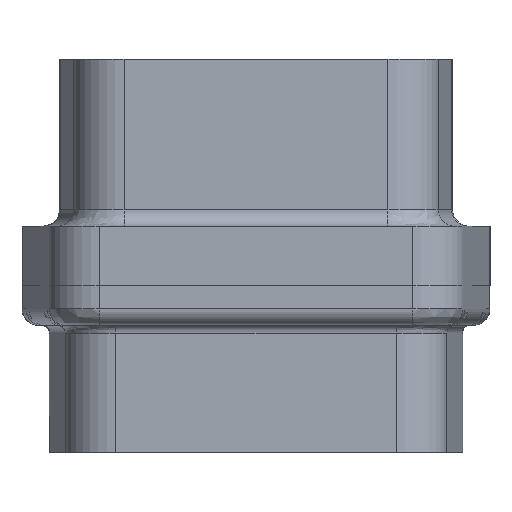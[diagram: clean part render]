
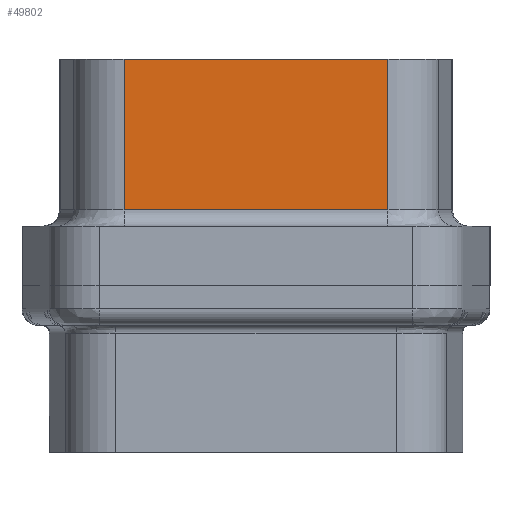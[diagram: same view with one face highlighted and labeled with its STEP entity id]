
A CAD part, front view. The second image highlights one B-rep face of the part: STEP entity #49802.
In plain terms, the highlighted planar face has unit normal (0, -1, 0).
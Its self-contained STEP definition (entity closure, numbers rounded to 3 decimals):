
#7908 = VECTOR ( 'NONE', #53482, 1000. ) ;
#9330 = VERTEX_POINT ( 'NONE', #58224 ) ;
#10821 = DIRECTION ( 'NONE',  ( 1., 0., 0. ) ) ;
#12071 = EDGE_CURVE ( 'NONE', #59082, #21474, #15160, .T. ) ;
#12825 = ORIENTED_EDGE ( 'NONE', *, *, #12071, .F. ) ;
#14607 = EDGE_CURVE ( 'NONE', #9330, #21801, #33119, .T. ) ;
#15160 = LINE ( 'NONE', #56309, #51341 ) ;
#17160 = ORIENTED_EDGE ( 'NONE', *, *, #14607, .F. ) ;
#19531 = CARTESIAN_POINT ( 'NONE',  ( 5.114, -3.429, 2.93 ) ) ;
#19823 = VECTOR ( 'NONE', #10821, 1000. ) ;
#21027 = EDGE_CURVE ( 'NONE', #9330, #21474, #55256, .T. ) ;
#21099 = EDGE_CURVE ( 'NONE', #21801, #59082, #55985, .T. ) ;
#21474 = VERTEX_POINT ( 'NONE', #38864 ) ;
#21801 = VERTEX_POINT ( 'NONE', #22522 ) ;
#22522 = CARTESIAN_POINT ( 'NONE',  ( -5.114, -3.429, 8.76 ) ) ;
#22838 = DIRECTION ( 'NONE',  ( 0., 1., 0. ) ) ;
#30180 = VECTOR ( 'NONE', #52513, 1000. ) ;
#33119 = LINE ( 'NONE', #39679, #7908 ) ;
#38864 = CARTESIAN_POINT ( 'NONE',  ( 5.114, -3.429, 2.93 ) ) ;
#39102 = CARTESIAN_POINT ( 'NONE',  ( 5.625, -3.429, 8.76 ) ) ;
#39679 = CARTESIAN_POINT ( 'NONE',  ( -5.114, -3.429, 8.76 ) ) ;
#40417 = ORIENTED_EDGE ( 'NONE', *, *, #21099, .F. ) ;
#40737 = FACE_OUTER_BOUND ( 'NONE', #57000, .T. ) ;
#41291 = ORIENTED_EDGE ( 'NONE', *, *, #21027, .T. ) ;
#46413 = AXIS2_PLACEMENT_3D ( 'NONE', #51070, #22838, #55837 ) ;
#49518 = CARTESIAN_POINT ( 'NONE',  ( 5.114, -3.429, 8.76 ) ) ;
#49802 = ADVANCED_FACE ( 'NONE', ( #40737 ), #60381, .F. ) ;
#51070 = CARTESIAN_POINT ( 'NONE',  ( 5.114, -3.429, 8.76 ) ) ;
#51341 = VECTOR ( 'NONE', #56097, 1000. ) ;
#52513 = DIRECTION ( 'NONE',  ( 1., 0., 0. ) ) ;
#53482 = DIRECTION ( 'NONE',  ( 0., 0., 1. ) ) ;
#55256 = LINE ( 'NONE', #19531, #30180 ) ;
#55837 = DIRECTION ( 'NONE',  ( 0., 0., 1. ) ) ;
#55985 = LINE ( 'NONE', #39102, #19823 ) ;
#56097 = DIRECTION ( 'NONE',  ( 0., 0., -1. ) ) ;
#56309 = CARTESIAN_POINT ( 'NONE',  ( 5.114, -3.429, 8.76 ) ) ;
#57000 = EDGE_LOOP ( 'NONE', ( #41291, #12825, #40417, #17160 ) ) ;
#58224 = CARTESIAN_POINT ( 'NONE',  ( -5.114, -3.429, 2.93 ) ) ;
#59082 = VERTEX_POINT ( 'NONE', #49518 ) ;
#60381 = PLANE ( 'NONE',  #46413 ) ;
